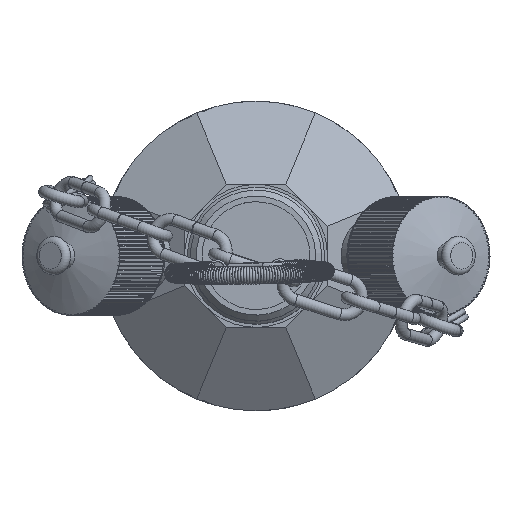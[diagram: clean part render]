
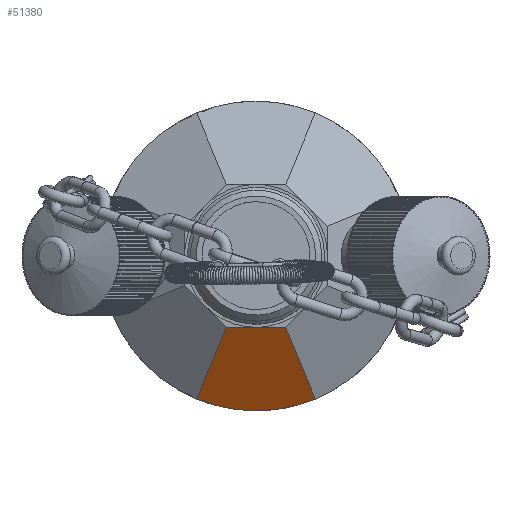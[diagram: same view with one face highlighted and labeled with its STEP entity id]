
A CAD part, top view. The second image highlights one B-rep face of the part: STEP entity #51380.
In plain terms, the highlighted planar face has unit normal (0, -0.574, 0.819).
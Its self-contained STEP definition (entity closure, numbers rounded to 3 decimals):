
#51223=CARTESIAN_POINT('',(-4.992,-12.052,35.0));
#51224=VERTEX_POINT('',#51223);
#51231=CARTESIAN_POINT('',(4.992,-12.052,35.0));
#51232=VERTEX_POINT('',#51231);
#51233=CARTESIAN_POINT('',(-4.992,-12.052,35.0));
#51234=DIRECTION('',(1.0,0.0,0.0));
#51235=VECTOR('',#51234,9.985);
#51236=LINE('',#51233,#51235);
#51237=EDGE_CURVE('',#51224,#51232,#51236,.T.);
#51336=CARTESIAN_POINT('',(-9.95,-24.021,26.62));
#51337=VERTEX_POINT('',#51336);
#51338=CARTESIAN_POINT('',(-4.992,-12.052,35.0));
#51339=DIRECTION('',(-0.321,-0.776,-0.543));
#51340=VECTOR('',#51339,15.429);
#51341=LINE('',#51338,#51340);
#51342=EDGE_CURVE('',#51224,#51337,#51341,.T.);
#51356=CARTESIAN_POINT('',(26.001,13.482,52.88));
#51357=DIRECTION('',(0.0,0.574,-0.819));
#51358=DIRECTION('',(-1.0,0.0,0.0));
#51359=AXIS2_PLACEMENT_3D('',#51356,#51357,#51358);
#51360=PLANE('',#51359);
#51361=ORIENTED_EDGE('',*,*,#51342,.T.);
#51362=CARTESIAN_POINT('',(9.95,-24.021,26.62));
#51363=VERTEX_POINT('',#51362);
#51364=CARTESIAN_POINT('',(0.0,0.0,43.439));
#51365=DIRECTION('',(0.0,0.574,-0.819));
#51366=DIRECTION('',(0.0,-0.819,-0.574));
#51367=AXIS2_PLACEMENT_3D('',#51364,#51365,#51366);
#51368=ELLIPSE('',#51367,31.74,26.);
#51369=EDGE_CURVE('',#51363,#51337,#51368,.T.);
#51370=ORIENTED_EDGE('',*,*,#51369,.F.);
#51371=CARTESIAN_POINT('',(9.95,-24.021,26.62));
#51372=DIRECTION('',(-0.321,0.776,0.543));
#51373=VECTOR('',#51372,15.429);
#51374=LINE('',#51371,#51373);
#51375=EDGE_CURVE('',#51363,#51232,#51374,.T.);
#51376=ORIENTED_EDGE('',*,*,#51375,.T.);
#51377=ORIENTED_EDGE('',*,*,#51237,.F.);
#51378=EDGE_LOOP('',(#51361,#51370,#51376,#51377));
#51379=FACE_OUTER_BOUND('',#51378,.T.);
#51380=ADVANCED_FACE('',(#51379),#51360,.F.);
